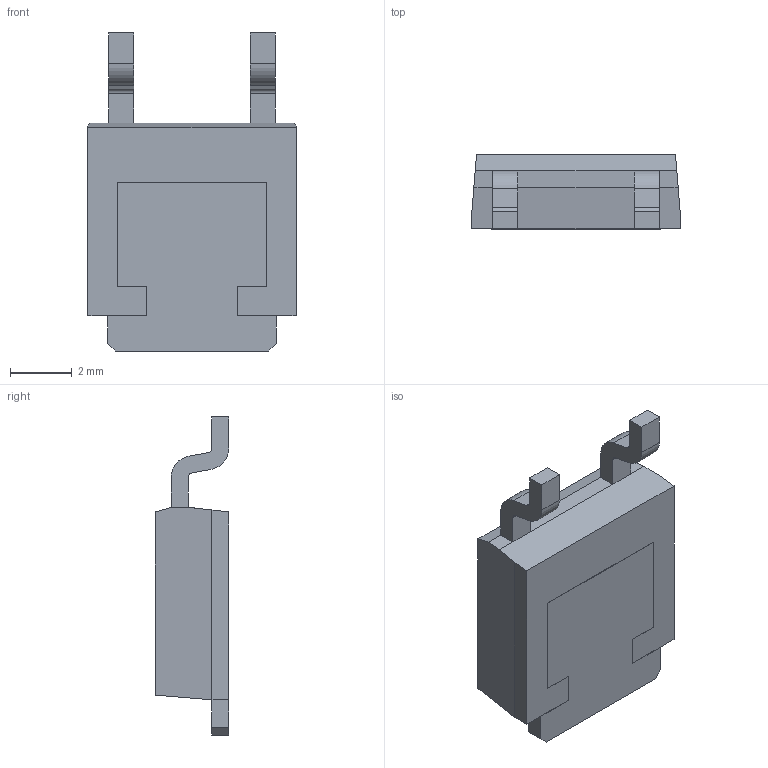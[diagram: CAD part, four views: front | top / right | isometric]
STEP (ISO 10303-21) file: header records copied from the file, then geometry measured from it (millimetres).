
FILE_DESCRIPTION((''),'2;1');
FILE_NAME('TO252-2_P4-57_L6-73_W7-36','2019-10-11T',('Dragos'),(''),'PRO/ENGINEER BY PARAMETRIC TECHNOLOGY CORPORATION, 2004440','PRO/ENGINEER BY PARAMETRIC TECHNOLOGY CORPORATION, 2004440','');
FILE_SCHEMA(('AUTOMOTIVE_DESIGN { 1 0 10303 214 1 1 1 1 }'));
Length unit declared in the file: millimetre
Products named in the file (1): TO252-2_P4-57_L6-73_W7-36
Bounding box: 6.73 x 2.39 x 10.28 mm (x, y, z)
Volume: 103 mm3; surface area: 174.6 mm2
Topology: 1 solids, 1 shells, 244 faces, 688 edges, 454 vertices
Faces by surface type: plane 236, cylinder 8
Entity records: 10019 total; most frequent: CARTESIAN_POINT 1388, ORIENTED_EDGE 1376, DIRECTION 1194, PRESENTATION_STYLE_ASSIGNMENT 705, STYLED_ITEM 690, CURVE_STYLE 689, EDGE_CURVE 688, VECTOR 672
